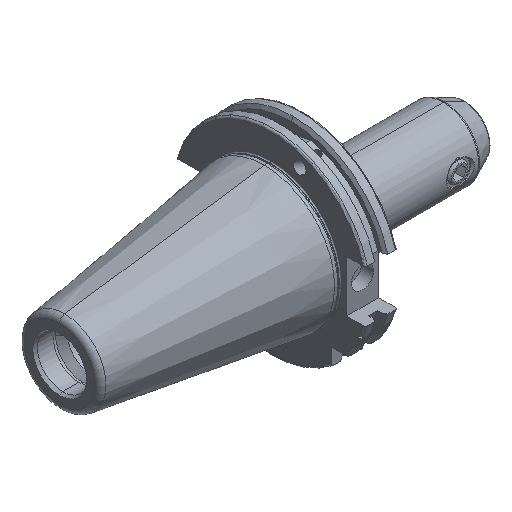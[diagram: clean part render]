
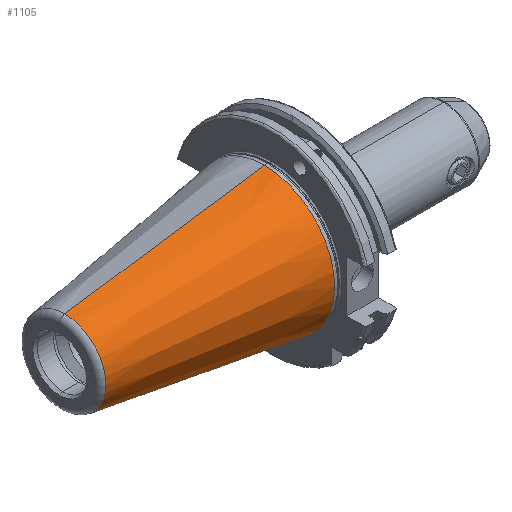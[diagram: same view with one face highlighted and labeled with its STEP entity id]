
A CAD part, isometric view. The second image highlights one B-rep face of the part: STEP entity #1105.
In plain terms, the highlighted conical face has half-angle 8.297 degrees and reference radius 34.925 mm.
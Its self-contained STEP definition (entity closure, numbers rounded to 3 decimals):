
#1105 = ADVANCED_FACE ( 'NONE', ( #2321 ), #2319, .T. ) ;
#1106 = EDGE_LOOP ( 'NONE', ( #1107, #1111, #1124, #1125 ) ) ;
#1107 = ORIENTED_EDGE ( 'NONE', *, *, #1108, .F. ) ;
#1108 = EDGE_CURVE ( 'NONE', #1109, #1110, #2306, .T. ) ;
#1109 = VERTEX_POINT ( 'NONE', #2307 ) ;
#1110 = VERTEX_POINT ( 'NONE', #2238 ) ;
#1111 = ORIENTED_EDGE ( 'NONE', *, *, #1112, .T. ) ;
#1112 = EDGE_CURVE ( 'NONE', #1109, #1210, #2232, .T. ) ;
#1124 = ORIENTED_EDGE ( 'NONE', *, *, #1209, .T. ) ;
#1125 = ORIENTED_EDGE ( 'NONE', *, *, #1126, .F. ) ;
#1126 = EDGE_CURVE ( 'NONE', #1110, #1207, #2727, .T. ) ;
#1207 = VERTEX_POINT ( 'NONE', #3323 ) ;
#1209 = EDGE_CURVE ( 'NONE', #1210, #1207, #3393, .T. ) ;
#1210 = VERTEX_POINT ( 'NONE', #3052 ) ;
#2229 = DIRECTION ( 'NONE',  ( 0.99, 0., -0.144 ) ) ;
#2230 = VECTOR ( 'NONE', #2229, 1000. ) ;
#2231 = CARTESIAN_POINT ( 'NONE',  ( 0., 0., -34.925 ) ) ;
#2232 = LINE ( 'NONE', #2231, #2230 ) ;
#2238 = CARTESIAN_POINT ( 'NONE',  ( -99.183, 0., 20.461 ) ) ;
#2302 = DIRECTION ( 'NONE',  ( 0., 0., -1. ) ) ;
#2303 = DIRECTION ( 'NONE',  ( -1., 0., 0. ) ) ;
#2304 = CARTESIAN_POINT ( 'NONE',  ( -99.183, 0., 0. ) ) ;
#2305 = AXIS2_PLACEMENT_3D ( 'NONE', #2304, #2303, #2302 ) ;
#2306 = CIRCLE ( 'NONE', #2305, 20.461 ) ;
#2307 = CARTESIAN_POINT ( 'NONE',  ( -99.183, 0., -20.461 ) ) ;
#2309 = DIRECTION ( 'NONE',  ( 0., 0., 1. ) ) ;
#2310 = DIRECTION ( 'NONE',  ( 1., 0., 0. ) ) ;
#2312 = CARTESIAN_POINT ( 'NONE',  ( 0., 0., 0. ) ) ;
#2313 = AXIS2_PLACEMENT_3D ( 'NONE', #2312, #2310, #2309 ) ;
#2319 = CONICAL_SURFACE ( 'NONE', #2313, 34.925, 0.145 ) ;
#2321 = FACE_OUTER_BOUND ( 'NONE', #1106, .T. ) ;
#2556 = DIRECTION ( 'NONE',  ( 0.99, 0., 0.144 ) ) ;
#2557 = CARTESIAN_POINT ( 'NONE',  ( 0., 0., 34.925 ) ) ;
#2727 = LINE ( 'NONE', #2557, #2762 ) ;
#2762 = VECTOR ( 'NONE', #2556, 1000. ) ;
#3052 = CARTESIAN_POINT ( 'NONE',  ( 0., 0., -34.925 ) ) ;
#3323 = CARTESIAN_POINT ( 'NONE',  ( 0., 0., 34.925 ) ) ;
#3387 = DIRECTION ( 'NONE',  ( 0., 0., -1. ) ) ;
#3388 = DIRECTION ( 'NONE',  ( -1., 0., 0. ) ) ;
#3390 = CARTESIAN_POINT ( 'NONE',  ( 0., 0., 0. ) ) ;
#3392 = AXIS2_PLACEMENT_3D ( 'NONE', #3390, #3388, #3387 ) ;
#3393 = CIRCLE ( 'NONE', #3392, 34.925 ) ;
